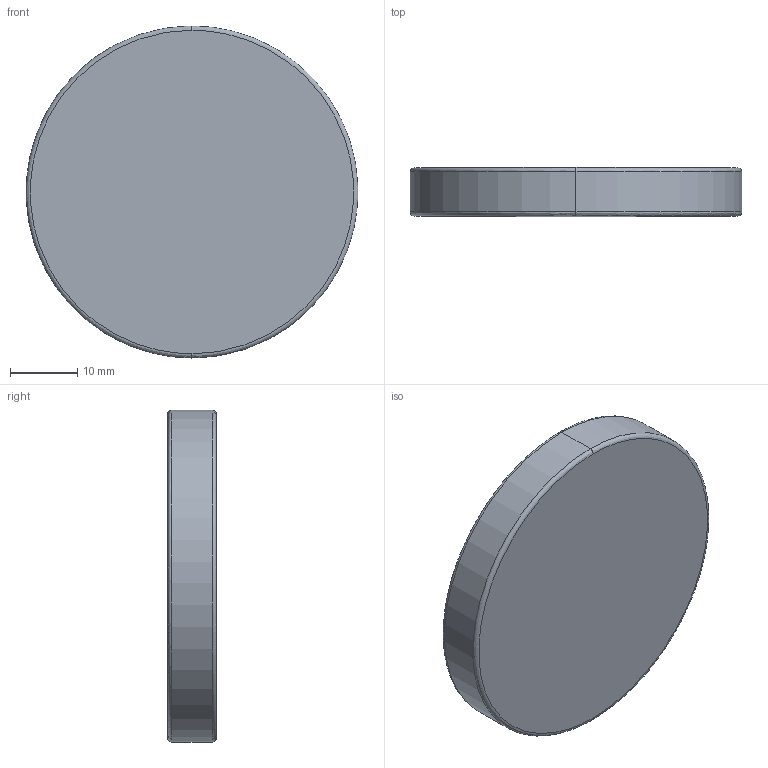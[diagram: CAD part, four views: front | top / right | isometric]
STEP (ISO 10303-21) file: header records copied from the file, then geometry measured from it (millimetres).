
FILE_DESCRIPTION(('FreeCAD Model'),'2;1');
FILE_NAME('Open CASCADE Shape Model','2025-04-26T18:58:07',('FreeCAD'),( 'FreeCAD'),'Open CASCADE STEP processor 7.6','FreeCAD','Unknown');
FILE_SCHEMA(('AUTOMOTIVE_DESIGN { 1 0 10303 214 1 1 1 1 }'));
Length unit declared in the file: millimetre
Products named in the file (1): Open CASCADE STEP translator 7.6 1
Bounding box: 49.42 x 7.23 x 49.47 mm (x, y, z)
Volume: 3566 mm3; surface area: 6736.8 mm2
Topology: 1 solids, 1 shells, 20 faces, 38 edges, 22 vertices
Faces by surface type: bspline 20
Entity records: 628 total; most frequent: CARTESIAN_POINT 401, ORIENTED_EDGE 76, EDGE_CURVE 38, FACE_BOUND 22, EDGE_LOOP 22, VERTEX_POINT 22, ADVANCED_FACE 20, B_SPLINE_CURVE_WITH_KNOTS 6
